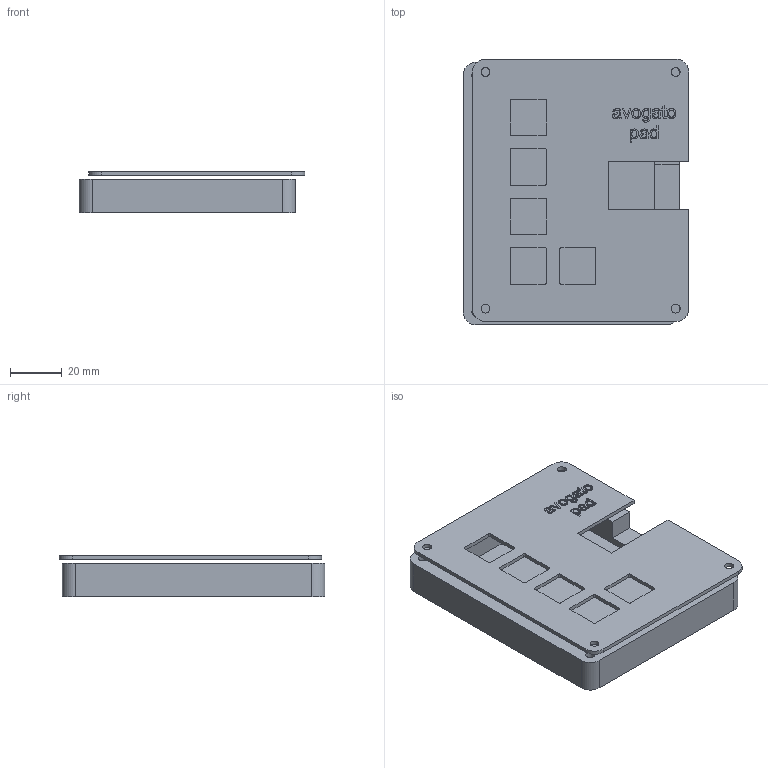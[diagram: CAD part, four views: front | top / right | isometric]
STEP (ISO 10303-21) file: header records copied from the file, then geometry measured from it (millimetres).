
FILE_DESCRIPTION(/* description */ (''),/* implementation_level */ '2;1');
FILE_NAME(/* name */ '1c4127d3-28f9-43d1-ab74-82c1310a5419.stp',/* time_stamp */ '2025-07-08T20:42:17Z',/* author */ (''),/* organization */ (''),/* preprocessor_version */ 'ST-DEVELOPER v20.1',/* originating_system */ 'Autodesk Translation Framework v14.10.0.0',/* authorisation */ '');
FILE_SCHEMA (('AUTOMOTIVE_DESIGN { 1 0 10303 214 3 1 1 }'));
Length unit declared in the file: millimetre
Products named in the file (3): 2025-07-08-16-40-35-399; 2025-06-26-20-53-36-067; 2025-06-28-14-47-15-970
Assembly tree (2 placements, depth 2):
  2025-07-08-16-40-35-399
    2025-06-26-20-53-36-067
    2025-06-28-14-47-15-970
Bounding box: 86.75 x 102.23 x 16.16 mm (x, y, z)
Volume: 64481.2 mm3; surface area: 39545.9 mm2
Topology: 2 solids, 2 shells, 354 faces, 984 edges, 656 vertices
Faces by surface type: bspline 203, plane 111, cylinder 40
Full cylindrical faces by diameter (mm): 3.4 x8, 6 x4
Entity records: 13335 total; most frequent: CARTESIAN_POINT 5450, ORIENTED_EDGE 1968, EDGE_CURVE 984, DIRECTION 970, VERTEX_POINT 656, LINE 498, VECTOR 498, B_SPLINE_CURVE_WITH_KNOTS 406
